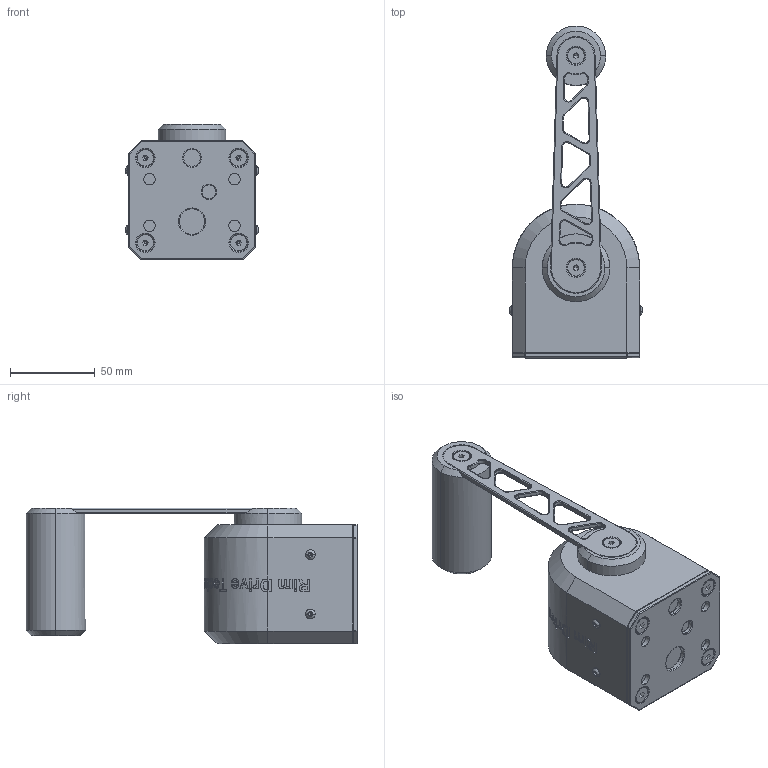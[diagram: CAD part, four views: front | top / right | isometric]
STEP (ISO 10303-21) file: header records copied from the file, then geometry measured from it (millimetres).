
FILE_DESCRIPTION (( 'STEP AP214' ), '1' );
FILE_NAME ('P-101-006-C.STEP', '2021-05-15T06:37:18', ( '' ), ( '' ), 'SwSTEP 2.0', 'SolidWorks 2021', '' );
FILE_SCHEMA (( 'AUTOMOTIVE_DESIGN' ));
Length unit declared in the file: millimetre
Products named in the file (1): P-101-006-C
Bounding box: 78.3 x 195.5 x 79.85 mm (x, y, z)
Volume: 505551.9 mm3; surface area: 51561.9 mm2
Topology: 4 solids, 8 shells, 957 faces, 2358 edges, 1453 vertices
Faces by surface type: plane 306, bspline 286, cylinder 171, torus 110, cone 60, sphere 24
Entity records: 61510 total; most frequent: CARTESIAN_POINT 35519, ORIENTED_EDGE 4656, DIRECTION 3309, EDGE_CURVE 2328, VERTEX_POINT 1453, AXIS2_PLACEMENT_3D 1300, EDGE_LOOP 1045, B_SPLINE_CURVE_WITH_KNOTS 991
